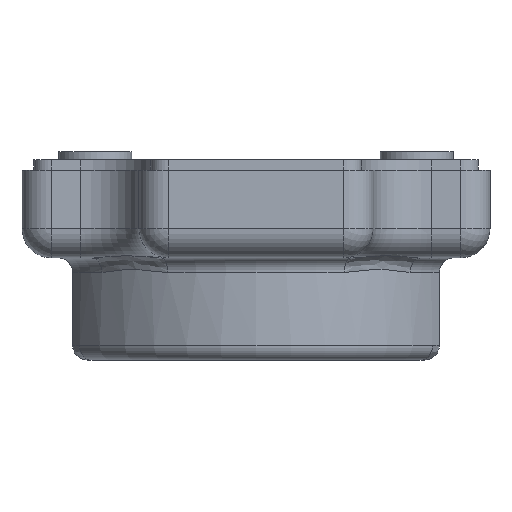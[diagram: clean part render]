
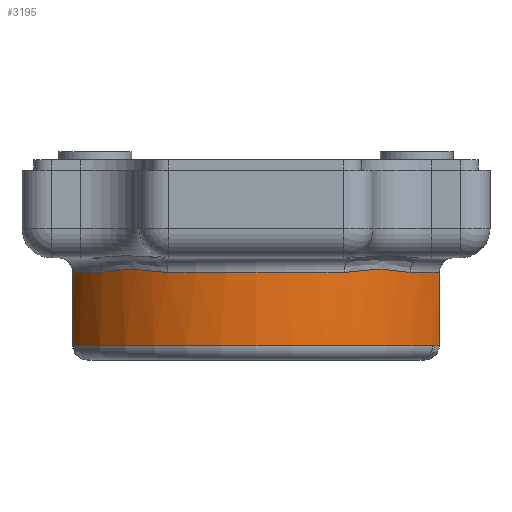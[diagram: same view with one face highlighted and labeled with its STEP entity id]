
A CAD part, front view. The second image highlights one B-rep face of the part: STEP entity #3195.
In plain terms, the highlighted cylindrical face has radius 14 mm (diameter 28 mm), a partial arc.
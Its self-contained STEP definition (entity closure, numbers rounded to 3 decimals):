
#66=LINE('',#4949,#276);
#76=LINE('',#5077,#286);
#276=VECTOR('',#3719,4.983);
#286=VECTOR('',#3747,4.983);
#536=CYLINDRICAL_SURFACE('',#3546,14.);
#572=B_SPLINE_CURVE_WITH_KNOTS('',3,(#4936,#4937,#4938,#4939),
 .UNSPECIFIED.,.F.,.F.,(4,4),(0.,0.091),.UNSPECIFIED.);
#584=B_SPLINE_CURVE_WITH_KNOTS('',3,(#5135,#5136,#5137,#5138),
 .UNSPECIFIED.,.F.,.F.,(4,4),(1.569,1.66),
 .UNSPECIFIED.);
#600=B_SPLINE_CURVE_WITH_KNOTS('',3,(#5796,#5797,#5798,#5799,#5800,#5801,
#5802,#5803,#5804),.UNSPECIFIED.,.F.,.F.,(4,1,1,1,1,1,4),(-0.611,
-0.524,-0.437,-0.349,-0.262,
-0.175,0.),.UNSPECIFIED.);
#602=B_SPLINE_CURVE_WITH_KNOTS('',3,(#5877,#5878,#5879,#5880,#5881,#5882,
#5883,#5884,#5885),.UNSPECIFIED.,.F.,.F.,(4,1,1,1,1,1,4),(-0.611,
-0.524,-0.437,-0.349,-0.262,
-0.175,0.),.UNSPECIFIED.);
#799=FACE_OUTER_BOUND('',#1005,.T.);
#1005=EDGE_LOOP('',(#2750,#2751,#2752,#2753,#2754,#2755,#2756,#2757,#2758,
#2759));
#1139=CIRCLE('',#3390,14.);
#1151=CIRCLE('',#3405,14.);
#1154=CIRCLE('',#3409,14.);
#1220=CIRCLE('',#3543,14.);
#1299=VERTEX_POINT('',#4933);
#1300=VERTEX_POINT('',#4935);
#1302=VERTEX_POINT('',#4946);
#1316=VERTEX_POINT('',#5074);
#1317=VERTEX_POINT('',#5076);
#1320=VERTEX_POINT('',#5134);
#1435=VERTEX_POINT('',#5724);
#1441=VERTEX_POINT('',#5795);
#1443=VERTEX_POINT('',#5817);
#1445=VERTEX_POINT('',#5876);
#1593=EDGE_CURVE('',#1299,#1300,#572,.T.);
#1597=EDGE_CURVE('',#1300,#1302,#66,.T.);
#1617=EDGE_CURVE('',#1317,#1316,#76,.T.);
#1621=EDGE_CURVE('',#1317,#1320,#584,.T.);
#1781=EDGE_CURVE('',#1302,#1435,#1139,.T.);
#1790=EDGE_CURVE('',#1435,#1441,#600,.T.);
#1795=EDGE_CURVE('',#1441,#1443,#1151,.T.);
#1796=EDGE_CURVE('',#1443,#1445,#602,.T.);
#1800=EDGE_CURVE('',#1445,#1316,#1154,.T.);
#1940=EDGE_CURVE('',#1320,#1299,#1220,.T.);
#2750=ORIENTED_EDGE('',*,*,#1781,.F.);
#2751=ORIENTED_EDGE('',*,*,#1597,.F.);
#2752=ORIENTED_EDGE('',*,*,#1593,.F.);
#2753=ORIENTED_EDGE('',*,*,#1940,.F.);
#2754=ORIENTED_EDGE('',*,*,#1621,.F.);
#2755=ORIENTED_EDGE('',*,*,#1617,.T.);
#2756=ORIENTED_EDGE('',*,*,#1800,.F.);
#2757=ORIENTED_EDGE('',*,*,#1796,.F.);
#2758=ORIENTED_EDGE('',*,*,#1795,.F.);
#2759=ORIENTED_EDGE('',*,*,#1790,.F.);
#3195=ADVANCED_FACE('',(#799),#536,.T.);
#3390=AXIS2_PLACEMENT_3D('',#5725,#4033,#4034);
#3405=AXIS2_PLACEMENT_3D('',#5821,#4063,#4064);
#3409=AXIS2_PLACEMENT_3D('',#5900,#4071,#4072);
#3543=AXIS2_PLACEMENT_3D('',#6508,#4395,#4396);
#3546=AXIS2_PLACEMENT_3D('',#6511,#4401,#4402);
#3719=DIRECTION('',(0.,0.,1.));
#3747=DIRECTION('',(0.,0.,1.));
#4033=DIRECTION('center_axis',(0.,0.,1.));
#4034=DIRECTION('ref_axis',(-0.793,-0.609,0.));
#4063=DIRECTION('center_axis',(0.,0.,1.));
#4064=DIRECTION('ref_axis',(0.,-1.,0.));
#4071=DIRECTION('center_axis',(0.,0.,1.));
#4072=DIRECTION('ref_axis',(0.793,-0.609,0.));
#4395=DIRECTION('center_axis',(0.,0.,-1.));
#4396=DIRECTION('ref_axis',(0.,-1.,0.));
#4401=DIRECTION('center_axis',(0.,0.,-1.));
#4402=DIRECTION('ref_axis',(0.727,-0.686,0.));
#4933=CARTESIAN_POINT('',(3.931,12.746,-6.));
#4935=CARTESIAN_POINT('',(3.463,13.609,-5.983));
#4936=CARTESIAN_POINT('Ctrl Pts',(3.931,12.746,-6.));
#4937=CARTESIAN_POINT('Ctrl Pts',(3.765,13.028,-6.));
#4938=CARTESIAN_POINT('Ctrl Pts',(3.609,13.316,-5.995));
#4939=CARTESIAN_POINT('Ctrl Pts',(3.463,13.609,-5.983));
#4946=CARTESIAN_POINT('',(3.463,13.609,-1.));
#4949=CARTESIAN_POINT('',(3.463,13.609,-7.));
#5074=CARTESIAN_POINT('',(28.537,13.609,-1.));
#5076=CARTESIAN_POINT('',(28.537,13.609,-5.983));
#5077=CARTESIAN_POINT('',(28.537,13.609,-7.));
#5134=CARTESIAN_POINT('',(28.069,12.746,-6.));
#5135=CARTESIAN_POINT('Ctrl Pts',(28.537,13.609,-5.983));
#5136=CARTESIAN_POINT('Ctrl Pts',(28.391,13.316,-5.995));
#5137=CARTESIAN_POINT('Ctrl Pts',(28.235,13.028,-6.));
#5138=CARTESIAN_POINT('Ctrl Pts',(28.069,12.746,-6.));
#5724=CARTESIAN_POINT('',(5.468,10.616,-1.));
#5725=CARTESIAN_POINT('Origin',(16.,19.84,-1.));
#5795=CARTESIAN_POINT('',(9.971,7.205,-1.));
#5796=CARTESIAN_POINT('Ctrl Pts',(5.468,10.616,-1.));
#5797=CARTESIAN_POINT('Ctrl Pts',(5.647,10.412,-1.));
#5798=CARTESIAN_POINT('Ctrl Pts',(6.017,10.014,-0.962));
#5799=CARTESIAN_POINT('Ctrl Pts',(6.601,9.453,-0.858));
#5800=CARTESIAN_POINT('Ctrl Pts',(7.219,8.926,-0.777));
#5801=CARTESIAN_POINT('Ctrl Pts',(7.871,8.433,-0.777));
#5802=CARTESIAN_POINT('Ctrl Pts',(8.77,7.83,-0.885));
#5803=CARTESIAN_POINT('Ctrl Pts',(9.481,7.439,-1.));
#5804=CARTESIAN_POINT('Ctrl Pts',(9.971,7.205,-1.));
#5817=CARTESIAN_POINT('',(22.029,7.205,-1.));
#5821=CARTESIAN_POINT('Origin',(16.,19.84,-1.));
#5876=CARTESIAN_POINT('',(26.532,10.616,-1.));
#5877=CARTESIAN_POINT('Ctrl Pts',(22.029,7.205,-1.));
#5878=CARTESIAN_POINT('Ctrl Pts',(22.274,7.322,-1.));
#5879=CARTESIAN_POINT('Ctrl Pts',(22.757,7.57,-0.962));
#5880=CARTESIAN_POINT('Ctrl Pts',(23.455,7.981,-0.858));
#5881=CARTESIAN_POINT('Ctrl Pts',(24.13,8.433,-0.777));
#5882=CARTESIAN_POINT('Ctrl Pts',(24.781,8.926,-0.777));
#5883=CARTESIAN_POINT('Ctrl Pts',(25.604,9.629,-0.885));
#5884=CARTESIAN_POINT('Ctrl Pts',(26.174,10.207,-1.));
#5885=CARTESIAN_POINT('Ctrl Pts',(26.532,10.616,-1.));
#5900=CARTESIAN_POINT('Origin',(16.,19.84,-1.));
#6508=CARTESIAN_POINT('Origin',(16.,19.84,-6.));
#6511=CARTESIAN_POINT('Origin',(16.,19.84,0.));
